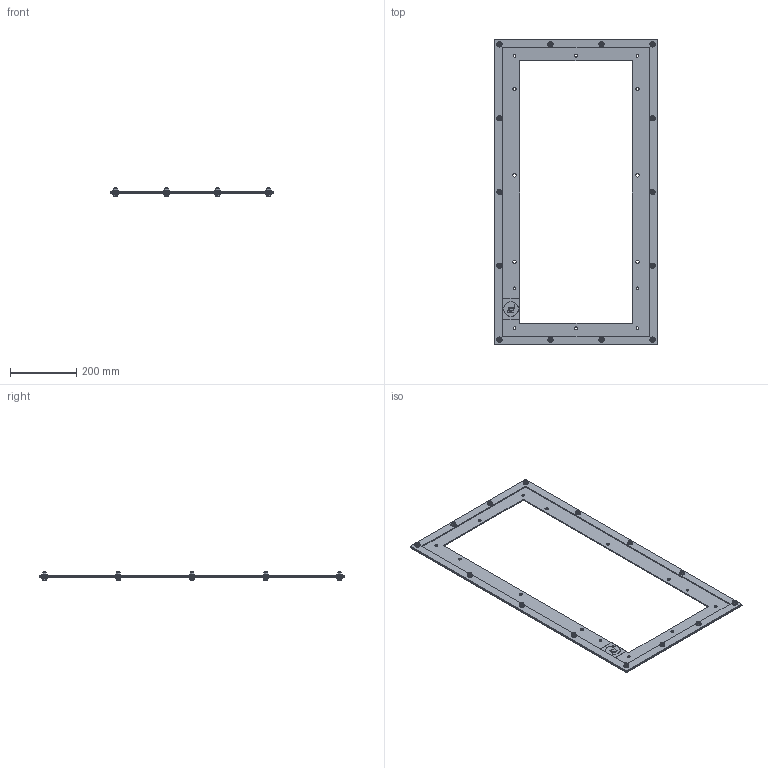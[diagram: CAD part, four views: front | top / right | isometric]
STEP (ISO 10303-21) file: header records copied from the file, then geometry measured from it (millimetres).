
FILE_DESCRIPTION(/* description */ ('36-1/4" X 19-13/32" DRIVE COVER PLATE'),/* implementation_level */ '2;1');
FILE_NAME(/* name */ 'DSNF52CVPF9.stp',/* time_stamp */ '2017-09-06T13:55:56+05:00',/* author */ ('vdas'),/* organization */ (''),/* preprocessor_version */ 'ST-DEVELOPER v16.1',/* originating_system */ 'Autodesk Inventor 2016',/* authorisation */ '');
FILE_SCHEMA (('CONFIG_CONTROL_DESIGN','AUTOMOTIVE_DESIGN { 1 0 10303 214 3 1 1 }'));
Length unit declared in the file: inch
Products named in the file (9): DSNF52CVPF9; DF52CVPGSKT; 30221; 3905; 3907; 34929; 10 GA TO 14 GA w 0.125 Comp; 34466; DSNF52CVPF9_1
Assembly tree (21 placements, depth 3):
  DSNF52CVPF9_1
    DSNF52CVPF9
    DF52CVPGSKT
    10 GA TO 14 GA w 0.125 Comp  x14
      30221
      3905
      3907
      34929
    34466
Bounding box: 492.92 x 920.75 x 24.22 mm (x, y, z)
Volume: 835222.6 mm3; surface area: 579819.2 mm2
Topology: 59 solids, 59 shells, 840 faces, 1815 edges, 1126 vertices
Faces by surface type: plane 440, cylinder 190, cone 154, bspline 28, torus 28
Full cylindrical faces by diameter (mm): 4.978 x14, 5.556 x14, 5.969 x14, 6.35 x14, 6.985 x14, 7.144 x14, 7.366 x14, 8 x8, 10 x6, 11.049 x14, 11.125 x14, 15.24 x14, 15.875 x14, 16.51 x14, 44.45 x1, 44.958 x1
Entity records: 4829 total; most frequent: CARTESIAN_POINT 834, DIRECTION 783, ORIENTED_EDGE 618, AXIS2_PLACEMENT_3D 321, EDGE_LOOP 313, EDGE_CURVE 309, VERTEX_POINT 240, FACE_BOUND 162
